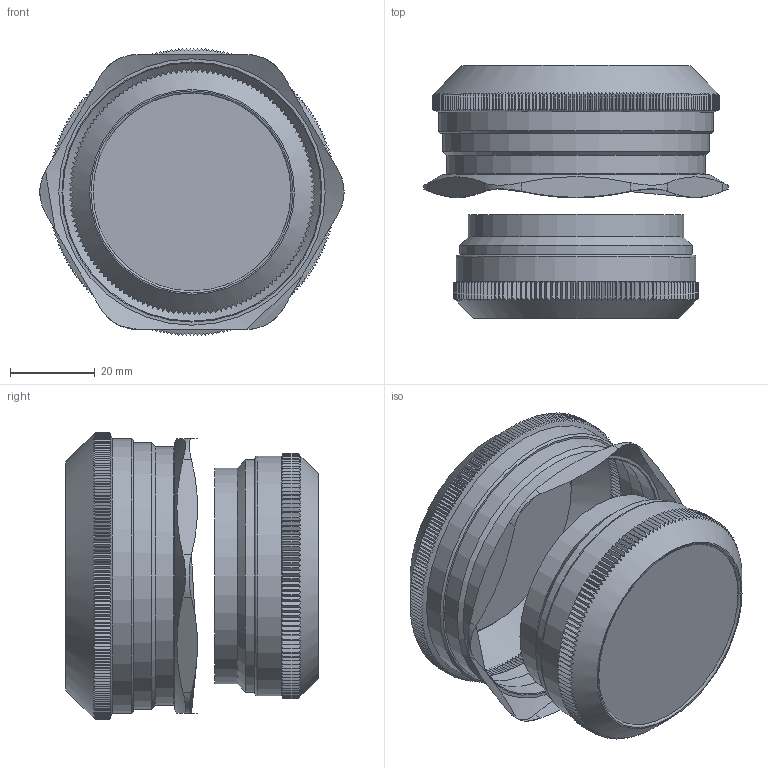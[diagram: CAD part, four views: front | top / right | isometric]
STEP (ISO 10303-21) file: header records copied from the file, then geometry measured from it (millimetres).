
FILE_DESCRIPTION(/* description */ (''),/* implementation_level */ '2;1');
FILE_NAME(/* name */ '',/* time_stamp */ '2023-11-23T16:53:26+07:00',/* author */ ('zeta-44'),/* organization */ (''),/* preprocessor_version */ 'ST-DEVELOPER v19.2',/* originating_system */ 'Autodesk Inventor 2024',/* authorisation */ '');
FILE_SCHEMA (('AUTOMOTIVE_DESIGN { 1 0 10303 214 3 1 1 }'));
Length unit declared in the file: millimetre
Products named in the file (1): Деталь35
Bounding box: 71.95 x 59.8 x 67.99 mm (x, y, z)
Volume: 165019.5 mm3; surface area: 19119.8 mm2
Topology: 1 solids, 1 shells, 806 faces, 2386 edges, 1587 vertices
Faces by surface type: plane 781, cylinder 13, cone 9, torus 3
Full cylindrical faces by diameter (mm): 51 x1, 51.8 x1, 55 x1, 56.7 x1, 61.1 x1, 63 x1, 65 x1
Entity records: 25817 total; most frequent: CARTESIAN_POINT 8034, ORIENTED_EDGE 4772, DIRECTION 2466, EDGE_CURVE 2386, VERTEX_POINT 1587, AXIS2_PLACEMENT_3D 835, EDGE_LOOP 811, FACE_OUTER_BOUND 806
